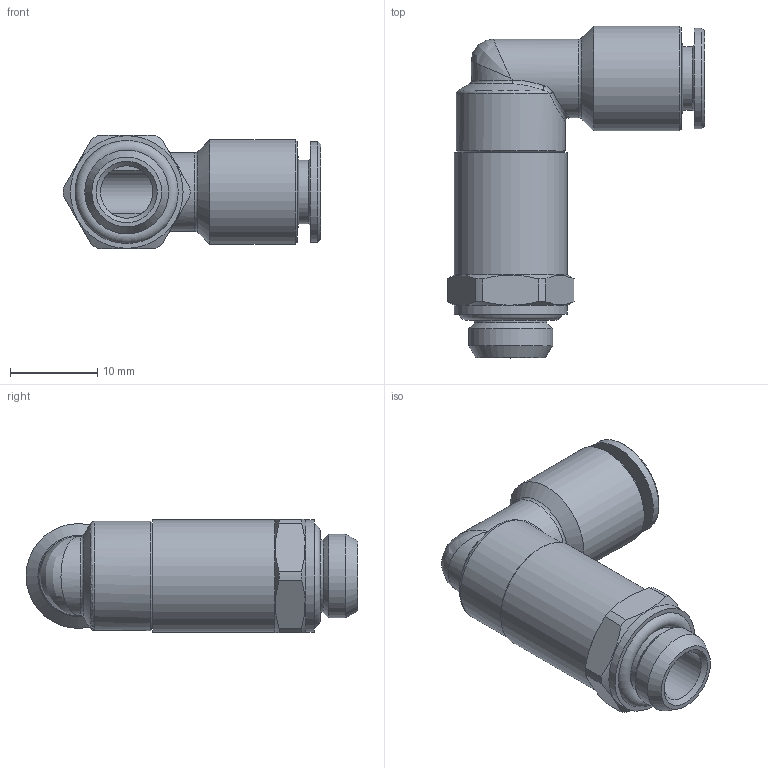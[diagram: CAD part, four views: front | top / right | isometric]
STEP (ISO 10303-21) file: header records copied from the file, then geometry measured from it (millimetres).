
FILE_DESCRIPTION( ( 'STEP AP214' ), '1' );
FILE_NAME( 'psolqas_4704_42.stp', '2020-12-01T17:10:50', ( 'License CC BY-ND 4.0' ), ( 'CADENAS' ), ' ', 'PARTsolutions', ' ' );
FILE_SCHEMA( ( 'AUTOMOTIVE_DESIGN { 1 0 10303 214 1 1 1 1 }' ) );
Length unit declared in the file: metre
Products named in the file (1): Taglia-Rivoluzione1
Bounding box: 29.45 x 38 x 13 mm (x, y, z)
Volume: 4188.5 mm3; surface area: 3327.4 mm2
Topology: 1 solids, 1 shells, 60 faces, 144 edges, 89 vertices
Faces by surface type: cylinder 20, plane 16, cone 14, bspline 6, torus 4
Full cylindrical faces by diameter (mm): 5 x1, 6 x1, 6.15 x1, 7.3 x1, 8.3 x1, 9 x1, 9.6 x1, 11.5 x1, 12 x1, 12.5 x1, 12.9 x2
Entity records: 2485 total; most frequent: CARTESIAN_POINT 845, DIRECTION 230, ORIENTED_EDGE 210, AXIS2_PLACEMENT_3D 108, EDGE_CURVE 105, EDGE_LOOP 93, VERTEX_POINT 80, FACE_OUTER_BOUND 73
